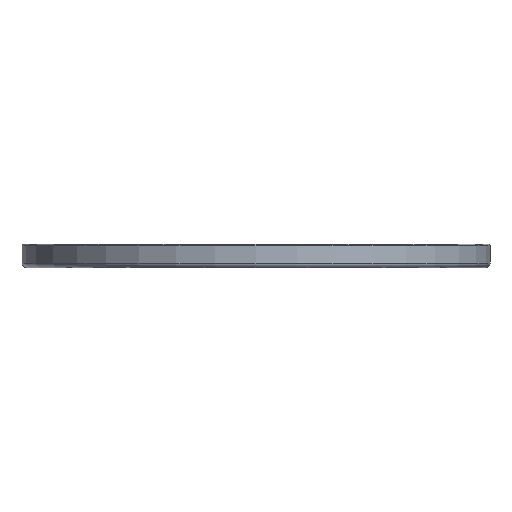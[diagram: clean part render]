
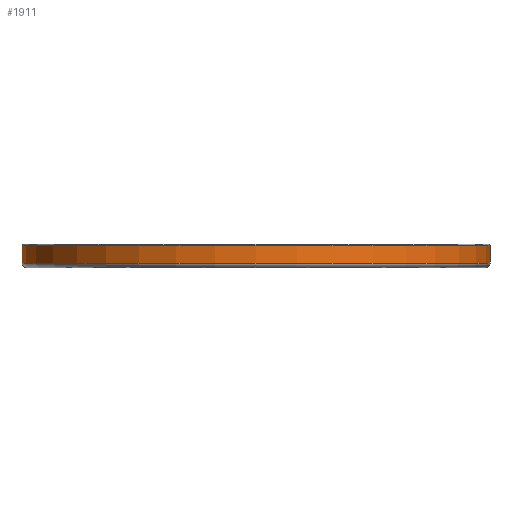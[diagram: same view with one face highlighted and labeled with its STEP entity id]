
A CAD part, front view. The second image highlights one B-rep face of the part: STEP entity #1911.
In plain terms, the highlighted cylindrical face has radius 50 mm (diameter 100 mm), a full revolution.
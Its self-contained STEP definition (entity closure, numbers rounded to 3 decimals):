
#171=FACE_OUTER_BOUND('',#295,.T.);
#295=EDGE_LOOP('',(#1460,#1461,#1462,#1463,#1464,#1465));
#446=CIRCLE('',#2086,50.);
#449=CIRCLE('',#2089,50.);
#450=CIRCLE('',#2091,50.);
#451=CIRCLE('',#2092,50.);
#493=LINE('',#2927,#696);
#696=VECTOR('',#2393,50.);
#928=VERTEX_POINT('',#2916);
#929=VERTEX_POINT('',#2917);
#931=VERTEX_POINT('',#2924);
#932=VERTEX_POINT('',#2925);
#1130=EDGE_CURVE('',#928,#929,#446,.T.);
#1133=EDGE_CURVE('',#929,#928,#449,.T.);
#1134=EDGE_CURVE('',#931,#932,#450,.T.);
#1135=EDGE_CURVE('',#931,#928,#493,.T.);
#1136=EDGE_CURVE('',#932,#931,#451,.T.);
#1460=ORIENTED_EDGE('',*,*,#1134,.F.);
#1461=ORIENTED_EDGE('',*,*,#1135,.T.);
#1462=ORIENTED_EDGE('',*,*,#1133,.F.);
#1463=ORIENTED_EDGE('',*,*,#1130,.F.);
#1464=ORIENTED_EDGE('',*,*,#1135,.F.);
#1465=ORIENTED_EDGE('',*,*,#1136,.F.);
#1872=CYLINDRICAL_SURFACE('',#2090,50.);
#1911=ADVANCED_FACE('',(#171),#1872,.T.);
#2086=AXIS2_PLACEMENT_3D('',#2918,#2381,#2382);
#2089=AXIS2_PLACEMENT_3D('',#2922,#2387,#2388);
#2090=AXIS2_PLACEMENT_3D('',#2923,#2389,#2390);
#2091=AXIS2_PLACEMENT_3D('',#2926,#2391,#2392);
#2092=AXIS2_PLACEMENT_3D('',#2928,#2394,#2395);
#2381=DIRECTION('center_axis',(0.,0.,
1.));
#2382=DIRECTION('ref_axis',(1.,0.,0.));
#2387=DIRECTION('center_axis',(0.,0.,
1.));
#2388=DIRECTION('ref_axis',(1.,0.,0.));
#2389=DIRECTION('center_axis',(0.,0.,-1.));
#2390=DIRECTION('ref_axis',(1.,0.,0.));
#2391=DIRECTION('center_axis',(0.,0.,
-1.));
#2392=DIRECTION('ref_axis',(1.,0.,0.));
#2393=DIRECTION('',(0.,0.,1.));
#2394=DIRECTION('center_axis',(0.,0.,
-1.));
#2395=DIRECTION('ref_axis',(1.,0.,0.));
#2916=CARTESIAN_POINT('',(64.733,294.153,131.122));
#2917=CARTESIAN_POINT('',(164.733,294.153,131.122));
#2918=CARTESIAN_POINT('Origin',(114.733,294.153,131.122));
#2922=CARTESIAN_POINT('Origin',(114.733,294.153,131.122));
#2923=CARTESIAN_POINT('Origin',(114.733,294.153,131.322));
#2924=CARTESIAN_POINT('',(64.733,294.153,127.322));
#2925=CARTESIAN_POINT('',(164.733,294.153,127.322));
#2926=CARTESIAN_POINT('Origin',(114.733,294.153,127.322));
#2927=CARTESIAN_POINT('',(64.733,294.153,131.322));
#2928=CARTESIAN_POINT('Origin',(114.733,294.153,127.322));
